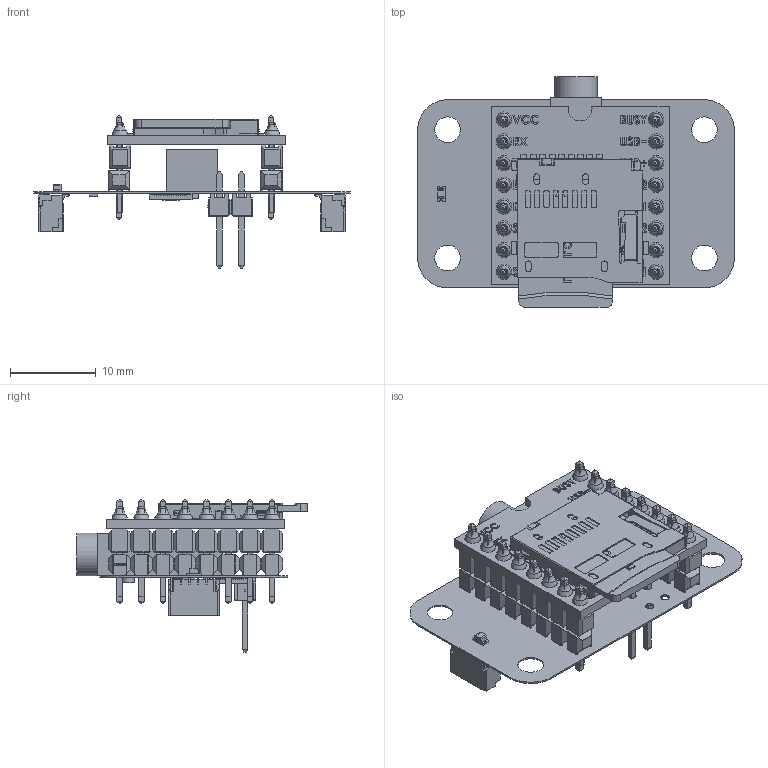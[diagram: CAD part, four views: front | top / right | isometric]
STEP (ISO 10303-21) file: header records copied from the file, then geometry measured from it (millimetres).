
FILE_DESCRIPTION(('Open CASCADE Model'),'2;1');
FILE_NAME('Open CASCADE Shape Model','2025-04-15T08:24:48',('Author'),( 'Open CASCADE'),'Open CASCADE STEP processor 7.5','Open CASCADE 7.5' ,'Unknown');
FILE_SCHEMA(('AUTOMOTIVE_DESIGN { 1 0 10303 214 1 1 1 1 }'));
Length unit declared in the file: millimetre
Products named in the file (59): PCB; Board; Open CASCADE STEP translator 7.5 1.1.1; STAT1; 0603 LED Green; Solid1; Solid4; SPKR; Conn_Samtec_TSW-102-07-G-S_eec; _TSW-102-07-G-S_body; _T-1S6-07-TSW-1-07-2-S; Samtec Logo; 1; J13; 6152730528; Cylinder; 6152733088; 6152731328; Extruded; 6152733408; J12; Conn_Harwin_M20-9990846_eec; Logo bar; Harwin; Connector base; Pin; J11; U; DUELink-U-Connector-BM04B-SRSS-TB; D; DUELink-Connector-BM04B-SRSS-TB; R4; User Library-R SMD 0402; User Library-R SMD 0402_0402 BODY; User Library-R SMD 0402_0402 PAD; User Library-R SMD 0402_0402 OPIS; C2; 0805 SMD Capacitor; C1; C0402 ...
Assembly tree (90 placements, depth 5):
  PCB
    Board
      Open CASCADE STEP translator 7.5 1.1.1
    STAT1
      0603 LED Green
        Solid1
        Solid4
        Solid1
        Solid1
        Solid4
        Solid1
        Solid1
        Solid1
    SPKR
      Conn_Samtec_TSW-102-07-G-S_eec
        _TSW-102-07-G-S_body
        _T-1S6-07-TSW-1-07-2-S
        Samtec Logo
        1
    J13
      6152730528  x2
        Cylinder
      6152733088
        Cylinder
      6152731328
        Extruded
      6152733408
        Cylinder
    J12
      Conn_Harwin_M20-9990846_eec
        Logo bar
        Harwin
        Connector base  x8
        Pin  x8
    J11
      Conn_Harwin_M20-9990846_eec
        Logo bar
        Harwin
        Connector base  x8
        Pin  x8
    U
      DUELink-U-Connector-BM04B-SRSS-TB
    D
      DUELink-Connector-BM04B-SRSS-TB
    R4
      User Library-R SMD 0402
        User Library-R SMD 0402_0402 BODY
        User Library-R SMD 0402_0402 PAD  x2
        User Library-R SMD 0402_0402 OPIS
    C2
      0805 SMD Capacitor
    C1
      C0402
    Free-Models
      DFPlayer Mini Assem v1
        DFPlayer Mini PCB
        SD card Assem
          CD card slot
          Micro sd card
        DFPlayer Mini Pin  x16
Bounding box: 37 x 26.99 x 17.81 mm (x, y, z)
Volume: 2191.4 mm3; surface area: 7189.2 mm2
Topology: 205 solids, 205 shells, 5773 faces, 15781 edges, 11960 vertices
Faces by surface type: plane 3881, cylinder 1170, bspline 379, sphere 300, torus 32, revolution 8, cone 3
Full cylindrical faces by diameter (mm): 0.8 x2, 1 x32, 1.016 x2, 1.02 x18, 1.5 x2, 1.6 x2, 3 x4, 3.6 x1, 5 x1
Entity records: 144835 total; most frequent: CARTESIAN_POINT 42841, ORIENTED_EDGE 17634, DIRECTION 16954, EDGE_CURVE 8817, LINE 8478, VECTOR 8478, VERTEX_POINT 5800, AXIS2_PLACEMENT_3D 4234
